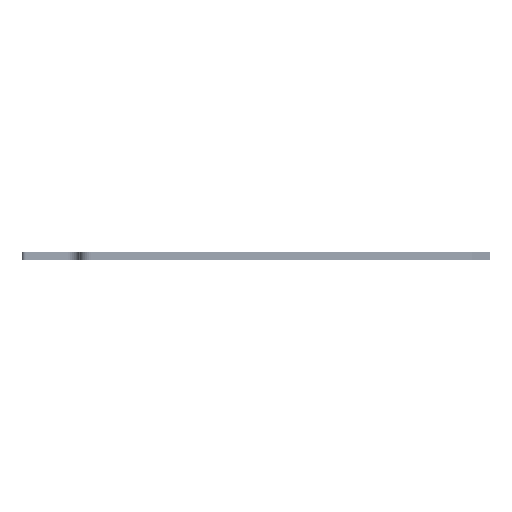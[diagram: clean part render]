
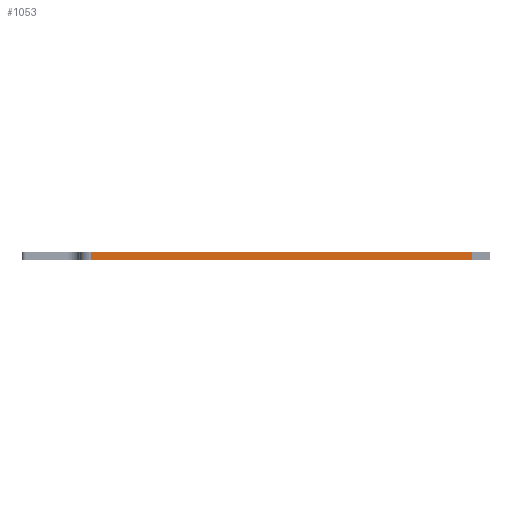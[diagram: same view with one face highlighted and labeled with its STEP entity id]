
A CAD part, left-side view. The second image highlights one B-rep face of the part: STEP entity #1053.
In plain terms, the highlighted planar face has unit normal (-1, 0, 0).
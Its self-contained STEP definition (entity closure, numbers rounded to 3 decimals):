
#1026 = EDGE_CURVE('',#1027,#1029,#1031,.T.);
#1027 = VERTEX_POINT('',#1028);
#1028 = CARTESIAN_POINT('',(81.5,-169.6,0.));
#1029 = VERTEX_POINT('',#1030);
#1030 = CARTESIAN_POINT('',(81.5,-169.6,-1.6));
#1031 = LINE('',#1032,#1033);
#1032 = CARTESIAN_POINT('',(81.5,-169.6,0.));
#1033 = VECTOR('',#1034,1.);
#1034 = DIRECTION('',(0.,0.,-1.));
#1053 = ADVANCED_FACE('',(#1054),#1079,.T.);
#1054 = FACE_BOUND('',#1055,.T.);
#1055 = EDGE_LOOP('',(#1056,#1066,#1072,#1073));
#1056 = ORIENTED_EDGE('',*,*,#1057,.T.);
#1057 = EDGE_CURVE('',#1058,#1060,#1062,.T.);
#1058 = VERTEX_POINT('',#1059);
#1059 = CARTESIAN_POINT('',(81.5,-83.3,0.));
#1060 = VERTEX_POINT('',#1061);
#1061 = CARTESIAN_POINT('',(81.5,-83.3,-1.6));
#1062 = LINE('',#1063,#1064);
#1063 = CARTESIAN_POINT('',(81.5,-83.3,0.));
#1064 = VECTOR('',#1065,1.);
#1065 = DIRECTION('',(0.,0.,-1.));
#1066 = ORIENTED_EDGE('',*,*,#1067,.T.);
#1067 = EDGE_CURVE('',#1060,#1029,#1068,.T.);
#1068 = LINE('',#1069,#1070);
#1069 = CARTESIAN_POINT('',(81.5,-83.3,-1.6));
#1070 = VECTOR('',#1071,1.);
#1071 = DIRECTION('',(0.,-1.,0.));
#1072 = ORIENTED_EDGE('',*,*,#1026,.F.);
#1073 = ORIENTED_EDGE('',*,*,#1074,.F.);
#1074 = EDGE_CURVE('',#1058,#1027,#1075,.T.);
#1075 = LINE('',#1076,#1077);
#1076 = CARTESIAN_POINT('',(81.5,-83.3,0.));
#1077 = VECTOR('',#1078,1.);
#1078 = DIRECTION('',(0.,-1.,0.));
#1079 = PLANE('',#1080);
#1080 = AXIS2_PLACEMENT_3D('',#1081,#1082,#1083);
#1081 = CARTESIAN_POINT('',(81.5,-83.3,0.));
#1082 = DIRECTION('',(-1.,-0.,-0.));
#1083 = DIRECTION('',(0.,-1.,0.));
